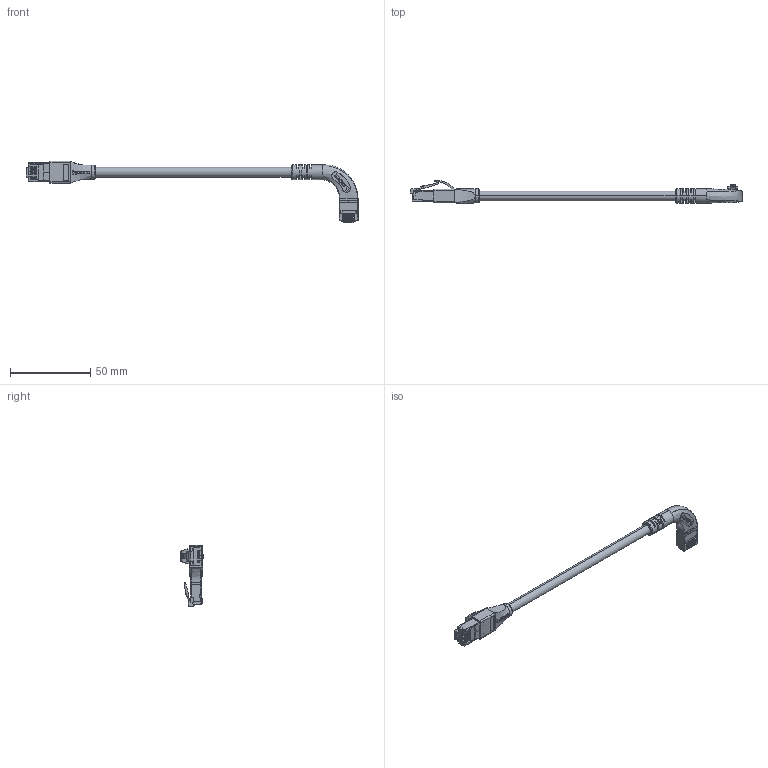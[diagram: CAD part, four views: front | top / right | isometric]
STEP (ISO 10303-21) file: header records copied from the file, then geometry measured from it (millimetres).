
FILE_DESCRIPTION (( 'STEP AP214' ), '1' );
FILE_NAME ('TRD815SRA7.STEP', '2018-02-15T15:44:10', ( '' ), ( '' ), 'SwSTEP 2.0', 'SolidWorks 2017', '' );
FILE_SCHEMA (( 'AUTOMOTIVE_DESIGN' ));
Length unit declared in the file: inch
Products named in the file (22): MTN-477; 1AY01-034_NEW LOGO, entry size not shown; Pair 2; 1AD03-036-MA2___; TDS8PC5-MA3; 1AD03-036-MA4_short pin; 1AD03-013-MA2; 1AD03-036-MA4_long pin; 1AD03-036-MA1___; Pair 1_BLUE; 1AD03-036; Pair 3; Pair 4; 1AD03-036-MA3___; 1AG01-036; RA_RJ45_Version 2_right entry no cable; 1AD03-013_crimped; TRD815SRA7; 1AD03-013-MA4_crimped strain relief; 1AD03-013-MA3; 1AD03-013-MA1; RA-RJ45-MA2_6" long
Assembly tree (34 placements, depth 4):
  TRD815SRA7
    RA-RJ45-MA2_6" long
    RA_RJ45_Version 2_right entry no cable
      1AG01-036
      1AD03-036
        1AD03-036-MA2___
        1AD03-036-MA1___
        1AD03-036-MA4_short pin  x6
        1AD03-036-MA4_long pin  x2
        1AD03-036-MA3___
      Pair 2
      Pair 1_BLUE
      Pair 3
      Pair 4
      MTN-477
    1AD03-013_crimped
      1AD03-013-MA3
      1AD03-013-MA2
      1AD03-013-MA1
      1AD03-013-MA4_crimped strain relief
      TDS8PC5-MA3  x8
    1AY01-034_NEW LOGO, entry size not shown
Bounding box: 206.74 x 14.16 x 38.28 mm (x, y, z)
Volume: 5832.9 mm3; surface area: 17400.8 mm2
Topology: 35 solids, 35 shells, 1751 faces, 4840 edges, 3108 vertices
Faces by surface type: plane 1217, cylinder 312, bspline 179, sphere 20, torus 17, cone 6
Entity records: 61022 total; most frequent: CARTESIAN_POINT 23849, ORIENTED_EDGE 7928, DIRECTION 6518, EDGE_CURVE 3964, VECTOR 2758, LINE 2758, VERTEX_POINT 2537, AXIS2_PLACEMENT_3D 1880
